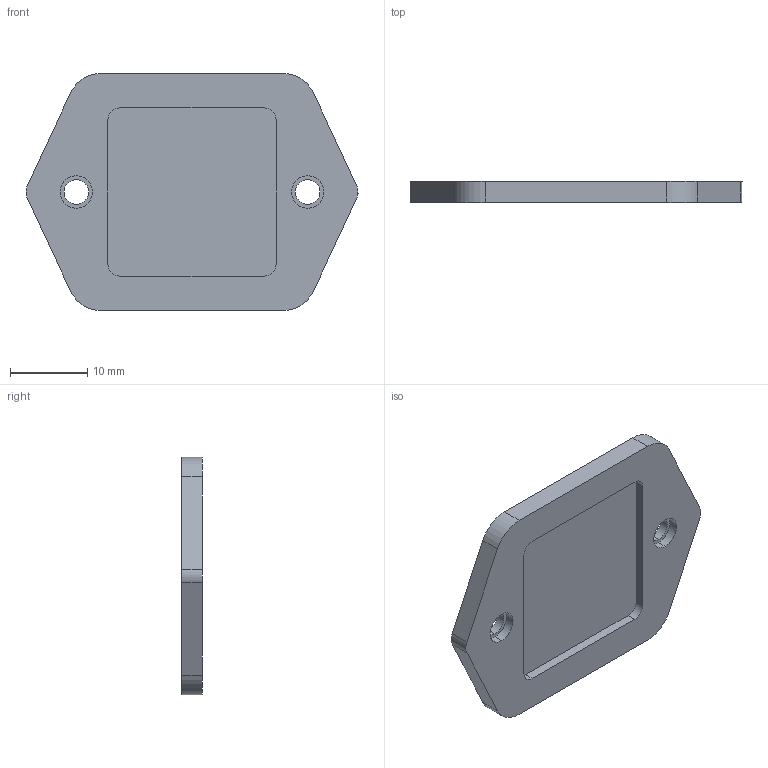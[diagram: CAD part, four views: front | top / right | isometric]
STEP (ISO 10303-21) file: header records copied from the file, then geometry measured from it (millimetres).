
FILE_DESCRIPTION((''),'2;1');
FILE_NAME('3D_1100033008001_3A-BK_MCV_V1_0','2022-08-10T',('xf.gao'),(''),'PRO/ENGINEER BY PARAMETRIC TECHNOLOGY CORPORATION, 2012480','PRO/ENGINEER BY PARAMETRIC TECHNOLOGY CORPORATION, 2012480','');
FILE_SCHEMA(('CONFIG_CONTROL_DESIGN'));
Length unit declared in the file: inch
Products named in the file (1): 3D_1100033008001_3A-BK_MCV_V1_0
Bounding box: 43.07 x 2.7 x 30.8 mm (x, y, z)
Volume: 1115.4 mm3; surface area: 3884.7 mm2
Topology: 1 solids, 2 shells, 57 faces, 178 edges, 124 vertices
Faces by surface type: cylinder 30, plane 27
Entity records: 2091 total; most frequent: CARTESIAN_POINT 425, DIRECTION 344, ORIENTED_EDGE 312, EDGE_CURVE 178, VERTEX_POINT 124, AXIS2_PLACEMENT_3D 118, VECTOR 108, LINE 108
